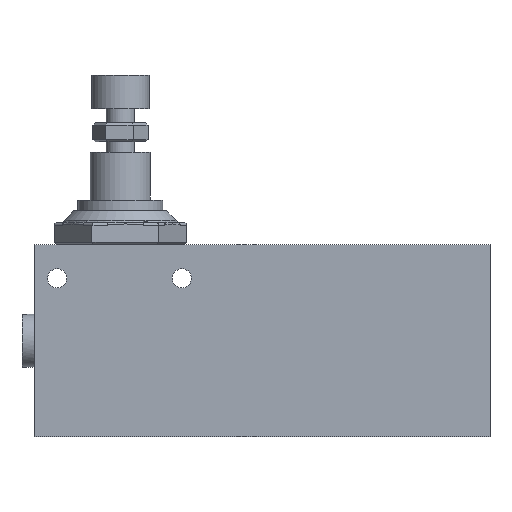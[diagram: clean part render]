
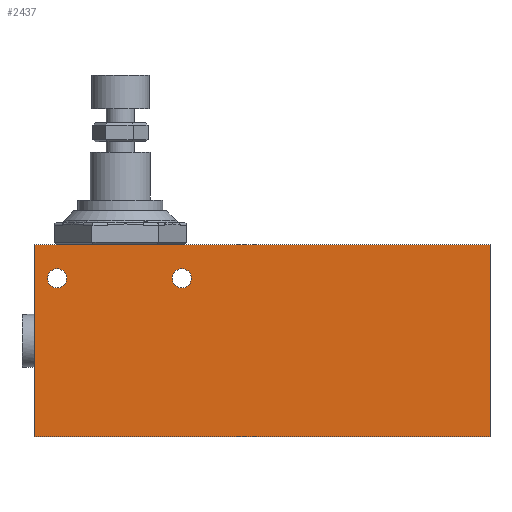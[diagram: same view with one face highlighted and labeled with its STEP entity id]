
A CAD part, front view. The second image highlights one B-rep face of the part: STEP entity #2437.
In plain terms, the highlighted planar face has unit normal (0, -1, 0).
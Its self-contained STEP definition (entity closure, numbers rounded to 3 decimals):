
#99=LINE('',#3567,#235);
#103=LINE('',#3595,#239);
#108=LINE('',#3605,#244);
#110=LINE('',#3609,#246);
#235=VECTOR('',#2991,1000.);
#239=VECTOR('',#3021,1000.);
#244=VECTOR('',#3030,1000.);
#246=VECTOR('',#3034,1000.);
#388=PLANE('',#2652);
#591=ORIENTED_EDGE('',*,*,#1001,.T.);
#592=ORIENTED_EDGE('',*,*,#999,.T.);
#593=ORIENTED_EDGE('',*,*,#1010,.F.);
#594=ORIENTED_EDGE('',*,*,#1012,.F.);
#595=ORIENTED_EDGE('',*,*,#1005,.F.);
#596=ORIENTED_EDGE('',*,*,#994,.F.);
#994=EDGE_CURVE('',#1231,#1232,#99,.T.);
#999=EDGE_CURVE('',#1236,#1236,#1397,.T.);
#1001=EDGE_CURVE('',#1238,#1238,#1399,.T.);
#1005=EDGE_CURVE('',#1232,#1242,#103,.T.);
#1010=EDGE_CURVE('',#1245,#1231,#108,.T.);
#1012=EDGE_CURVE('',#1242,#1245,#110,.T.);
#1231=VERTEX_POINT('',#3568);
#1232=VERTEX_POINT('',#3569);
#1236=VERTEX_POINT('',#3579);
#1238=VERTEX_POINT('',#3584);
#1242=VERTEX_POINT('',#3596);
#1245=VERTEX_POINT('',#3606);
#1397=CIRCLE('',#2639,2.);
#1399=CIRCLE('',#2642,2.);
#1540=EDGE_LOOP('',(#591));
#1541=EDGE_LOOP('',(#592));
#1542=EDGE_LOOP('',(#593,#594,#595,#596));
#1752=FACE_BOUND('',#1540,.T.);
#1753=FACE_BOUND('',#1541,.T.);
#1754=FACE_BOUND('',#1542,.T.);
#2437=ADVANCED_FACE('',(#1752,#1753,#1754),#388,.F.);
#2639=AXIS2_PLACEMENT_3D('',#3578,#2999,#3000);
#2642=AXIS2_PLACEMENT_3D('',#3583,#3005,#3006);
#2652=AXIS2_PLACEMENT_3D('',#3608,#3032,#3033);
#2991=DIRECTION('',(1.,0.,0.));
#2999=DIRECTION('',(0.,1.,0.));
#3000=DIRECTION('',(1.,0.,0.));
#3005=DIRECTION('',(0.,1.,0.));
#3006=DIRECTION('',(1.,0.,0.));
#3021=DIRECTION('',(0.,0.,-1.));
#3030=DIRECTION('',(0.,0.,1.));
#3032=DIRECTION('',(0.,1.,0.));
#3033=DIRECTION('',(0.,0.,1.));
#3034=DIRECTION('',(-1.,0.,0.));
#3567=CARTESIAN_POINT('',(-32.5,0.,20.));
#3568=CARTESIAN_POINT('',(-47.5,0.,20.));
#3569=CARTESIAN_POINT('',(47.5,0.,20.));
#3578=CARTESIAN_POINT('',(-42.7,0.,13.));
#3579=CARTESIAN_POINT('',(-40.7,0.,13.));
#3583=CARTESIAN_POINT('',(-16.7,0.,13.));
#3584=CARTESIAN_POINT('',(-14.7,0.,13.));
#3595=CARTESIAN_POINT('',(47.5,0.,20.));
#3596=CARTESIAN_POINT('',(47.5,0.,-20.));
#3605=CARTESIAN_POINT('',(-47.5,0.,-20.));
#3606=CARTESIAN_POINT('',(-47.5,0.,-20.));
#3608=CARTESIAN_POINT('',(0.,0.,0.));
#3609=CARTESIAN_POINT('',(32.5,0.,-20.));
